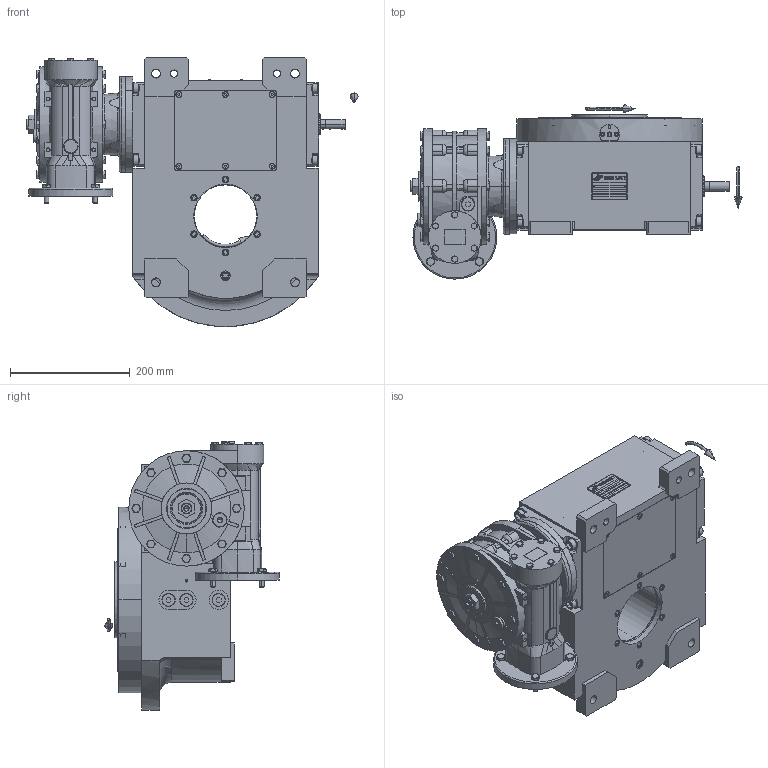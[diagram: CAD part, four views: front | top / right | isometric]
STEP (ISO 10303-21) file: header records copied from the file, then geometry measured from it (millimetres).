
FILE_DESCRIPTION (( 'STEP AP203' ), '1' );
FILE_NAME ('PC5201580.step', '2026-03-19T07:18:16', ( '' ), ( '' ), 'SwSTEP 2.0', 'SolidWorks 2020', '' );
FILE_SCHEMA (( 'CONFIG_CONTROL_DESIGN' ));
Length unit declared in the file: millimetre
Products named in the file (85): rig09_002_bl_003; cfn2000_01_081; CFN2104_02_018.stp; cfn2107_01_001; cfn2115_02_058; RIG09_005_ASM.stp; cfn2000_01_161; cfn2000_01_152; AS_rig09_071_8_m_n_02; cfn2205_01_015; cfn2000_01_099; rig09_001_a_s_012; CFN2010_02_002.stp; AS_900_38_30_003; cfn2070_05_009; cfn2003_01_054; RIG09_005_AF0.stp; AS_rig09_004; PC5201580; cfn2151_01_167; freccia_angolare; cfn2077_01_036; AS_rig09_014_s_003; rig09_071_8_m_n_02.stp; rig09_004; cfn2115_02_057; rig09_010_s_001; AS_cfn2476_01_002_60x46; CFN2155_01_195.stp; AS_rig09_016; AS_rig09_002_bl_003; cfn2155_01_095; CFN2000_01_185.stp; cfn2151_01_115; cfn2128_19_002; RMI85_F3_LCB_DX_90B14; CFN2223_02_003.stp; CFN2356_03_053.stp; rig09_003_8_s_001; 900_38_30_003 ...
Assembly tree (73 placements, depth 5):
  cfn2205_01_015
  PC5201580
    rig09_001_a_s_012
    AS_cfn2476_01_002_60x46
      cfn2476_01_002_60x46
      cfn2107_01_001
      cfn2107_01_001
    AS_rig09_071_8_m_n_02
      rig09_071_8_m_n_02.stp
        RIG09_005_ASM.stp
          RIG09_005_AF0.stp
          RIG09_021_AF0.stp
          CFN2000_01_185.stp
          CFN2000_01_185.stp
          CFN2104_02_018.stp
        CFN2155_01_195.stp
        CFN2010_02_002.stp
      rig09_003_8_s_001
      cfn2000_01_099
      cfn2000_01_099
      cfn2000_01_099
      cfn2000_01_099
      cfn2000_01_099
      cfn2000_01_099
      cfn2000_01_099
      cfn2000_01_099
      cfn2104_01_018  x2
    AS_rig09_014_s_003
      rig09_014_s_003
      cfn2000_01_152
      cfn2000_01_152
      cfn2000_01_152
      cfn2000_01_152
      cfn2000_01_152
      cfn2000_01_152
      cfn2155_01_166
    AS_rig09_004
      rig09_004
      cfn2000_01_081
      cfn2155_01_095
      cfn2070_05_009
      cfn2000_01_081
      cfn2000_01_081
      cfn2000_01_081
    AS_rig09_004
      rig09_004
      cfn2000_01_081
      cfn2155_01_095
      cfn2070_05_009
      cfn2000_01_081
      cfn2000_01_081
      cfn2000_01_081
    AS_rig09_002_bl_003
      rig09_002_bl_003
      cfn2115_02_058
    rig09_010_s_001
    cfn2128_04_002  x3
    cfn2128_19_002
    AS_rig09_016
      rig09_016
Bounding box: 555 x 291.5 x 450 mm (x, y, z)
Volume: 8789727.2 mm3; surface area: 1571790.2 mm2
Topology: 65 solids, 65 shells, 3130 faces, 7776 edges, 4977 vertices
Faces by surface type: plane 1529, cylinder 930, cone 438, torus 194, bspline 35, sphere 4
Entity records: 115807 total; most frequent: CARTESIAN_POINT 33496, DIRECTION 15315, ORIENTED_EDGE 15192, EDGE_CURVE 7596, AXIS2_PLACEMENT_3D 5538, VERTEX_POINT 4916, VECTOR 4239, LINE 4239
